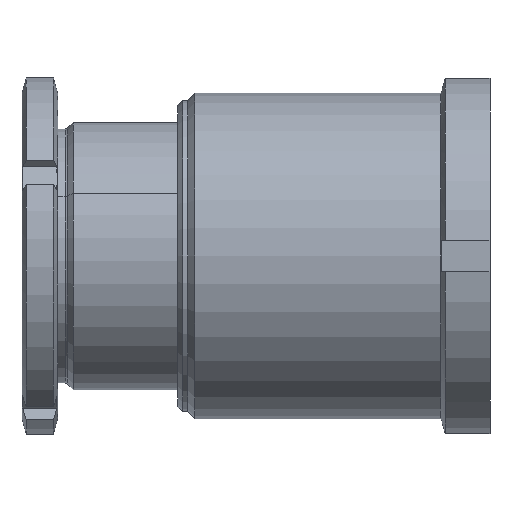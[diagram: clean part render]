
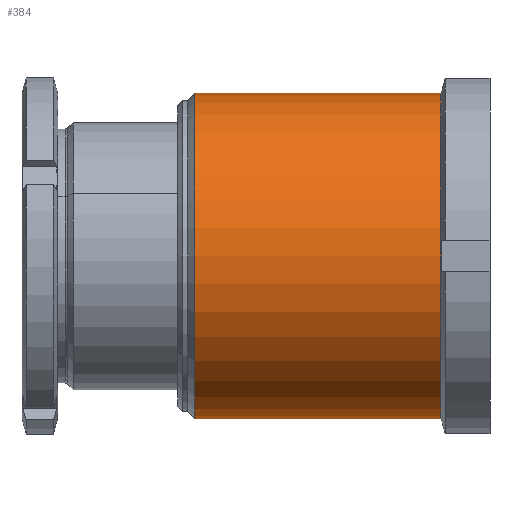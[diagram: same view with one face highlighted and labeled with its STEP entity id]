
A CAD part, left-side view. The second image highlights one B-rep face of the part: STEP entity #384.
In plain terms, the highlighted cylindrical face has radius 36.5 mm (diameter 73 mm), a partial arc.
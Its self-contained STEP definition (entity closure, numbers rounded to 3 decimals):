
#13 = DIRECTION ( 'NONE',  ( 0., 1., 0. ) ) ;
#194 = LINE ( 'NONE', #1884, #230 ) ;
#226 = CARTESIAN_POINT ( 'NONE',  ( 0., -3.8, 0. ) ) ;
#230 = VECTOR ( 'NONE', #1625, 1000. ) ;
#236 = DIRECTION ( 'NONE',  ( 0., 1., 0. ) ) ;
#366 = AXIS2_PLACEMENT_3D ( 'NONE', #468, #13, #1937 ) ;
#383 = VERTEX_POINT ( 'NONE', #2184 ) ;
#384 = ADVANCED_FACE ( 'NONE', ( #1852 ), #636, .T. ) ;
#412 = ORIENTED_EDGE ( 'NONE', *, *, #2649, .F. ) ;
#468 = CARTESIAN_POINT ( 'NONE',  ( 0., -59., 0. ) ) ;
#636 = CYLINDRICAL_SURFACE ( 'NONE', #1702, 36.5 ) ;
#661 = CARTESIAN_POINT ( 'NONE',  ( 0., 10.447, -36.5 ) ) ;
#742 = AXIS2_PLACEMENT_3D ( 'NONE', #226, #236, #1621 ) ;
#914 = CIRCLE ( 'NONE', #366, 36.5 ) ;
#938 = ORIENTED_EDGE ( 'NONE', *, *, #2752, .F. ) ;
#996 = VERTEX_POINT ( 'NONE', #1403 ) ;
#1002 = EDGE_CURVE ( 'NONE', #996, #1910, #194, .T. ) ;
#1144 = ORIENTED_EDGE ( 'NONE', *, *, #1416, .T. ) ;
#1403 = CARTESIAN_POINT ( 'NONE',  ( 0., -59., 36.5 ) ) ;
#1405 = ORIENTED_EDGE ( 'NONE', *, *, #1002, .T. ) ;
#1412 = CARTESIAN_POINT ( 'NONE',  ( 0., -3.8, 36.5 ) ) ;
#1416 = EDGE_CURVE ( 'NONE', #383, #996, #914, .T. ) ;
#1417 = CARTESIAN_POINT ( 'NONE',  ( 0., 10.447, 0. ) ) ;
#1621 = DIRECTION ( 'NONE',  ( 0., 0., 1. ) ) ;
#1625 = DIRECTION ( 'NONE',  ( 0., 1., 0. ) ) ;
#1675 = EDGE_LOOP ( 'NONE', ( #938, #1144, #1405, #412 ) ) ;
#1697 = DIRECTION ( 'NONE',  ( 0., 0., 1. ) ) ;
#1702 = AXIS2_PLACEMENT_3D ( 'NONE', #1417, #2378, #1697 ) ;
#1852 = FACE_OUTER_BOUND ( 'NONE', #1675, .T. ) ;
#1878 = DIRECTION ( 'NONE',  ( 0., 1., 0. ) ) ;
#1884 = CARTESIAN_POINT ( 'NONE',  ( 0., 10.447, 36.5 ) ) ;
#1910 = VERTEX_POINT ( 'NONE', #1412 ) ;
#1937 = DIRECTION ( 'NONE',  ( 0., 0., 1. ) ) ;
#2183 = CIRCLE ( 'NONE', #742, 36.5 ) ;
#2184 = CARTESIAN_POINT ( 'NONE',  ( 0., -59., -36.5 ) ) ;
#2378 = DIRECTION ( 'NONE',  ( 0., 1., 0. ) ) ;
#2453 = VECTOR ( 'NONE', #1878, 1000. ) ;
#2591 = LINE ( 'NONE', #661, #2453 ) ;
#2649 = EDGE_CURVE ( 'NONE', #2958, #1910, #2183, .T. ) ;
#2752 = EDGE_CURVE ( 'NONE', #383, #2958, #2591, .T. ) ;
#2958 = VERTEX_POINT ( 'NONE', #3033 ) ;
#3033 = CARTESIAN_POINT ( 'NONE',  ( 0., -3.8, -36.5 ) ) ;
